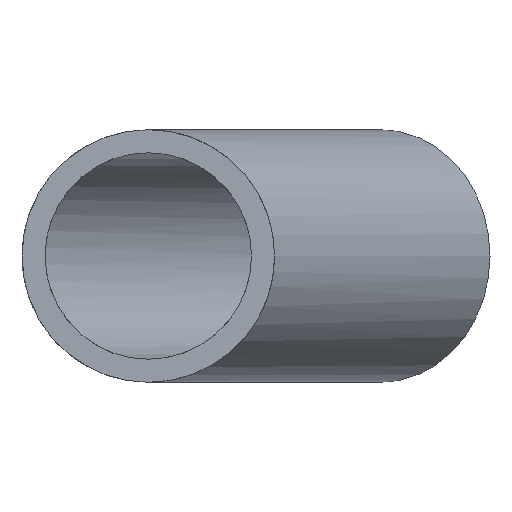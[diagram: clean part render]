
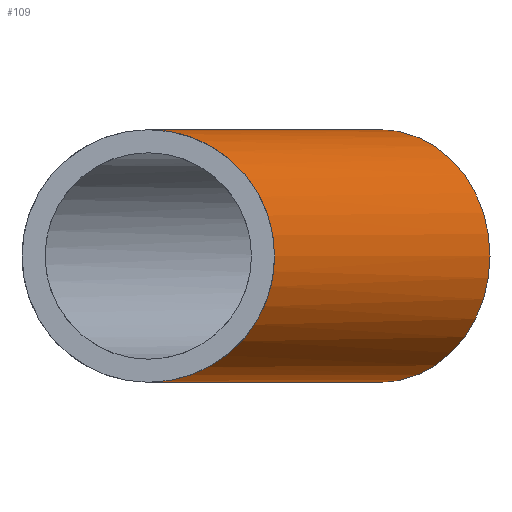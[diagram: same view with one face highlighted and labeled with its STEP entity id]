
A CAD part, front view. The second image highlights one B-rep face of the part: STEP entity #109.
In plain terms, the highlighted cylindrical face has radius 62.5 mm (diameter 125 mm), a full revolution.
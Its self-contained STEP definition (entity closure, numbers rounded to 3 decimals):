
#21=FACE_OUTER_BOUND('',#27,.T.);
#27=EDGE_LOOP('',(#87,#88,#89,#90,#91,#92));
#35=CIRCLE('',#141,62.5);
#39=LINE('',#206,#43);
#43=VECTOR('',#171,62.5);
#48=ELLIPSE('',#142,64.705,62.5);
#49=ELLIPSE('',#143,64.705,62.5);
#50=ELLIPSE('',#144,64.705,62.5);
#56=VERTEX_POINT('',#203);
#57=VERTEX_POINT('',#205);
#58=VERTEX_POINT('',#207);
#59=VERTEX_POINT('',#209);
#68=EDGE_CURVE('',#56,#56,#35,.T.);
#69=EDGE_CURVE('',#56,#57,#39,.T.);
#70=EDGE_CURVE('',#58,#57,#48,.T.);
#71=EDGE_CURVE('',#59,#58,#49,.T.);
#72=EDGE_CURVE('',#57,#59,#50,.T.);
#87=ORIENTED_EDGE('',*,*,#68,.F.);
#88=ORIENTED_EDGE('',*,*,#69,.T.);
#89=ORIENTED_EDGE('',*,*,#70,.F.);
#90=ORIENTED_EDGE('',*,*,#71,.F.);
#91=ORIENTED_EDGE('',*,*,#72,.F.);
#92=ORIENTED_EDGE('',*,*,#69,.F.);
#105=CYLINDRICAL_SURFACE('',#140,62.5);
#109=ADVANCED_FACE('',(#21),#105,.T.);
#140=AXIS2_PLACEMENT_3D('',#202,#167,#168);
#141=AXIS2_PLACEMENT_3D('',#204,#169,#170);
#142=AXIS2_PLACEMENT_3D('',#208,#172,#173);
#143=AXIS2_PLACEMENT_3D('',#210,#174,#175);
#144=AXIS2_PLACEMENT_3D('',#211,#176,#177);
#167=DIRECTION('center_axis',(0.5,0.866,0.));
#168=DIRECTION('ref_axis',(-0.866,0.5,0.));
#169=DIRECTION('center_axis',(0.5,0.866,0.));
#170=DIRECTION('ref_axis',(-0.866,0.5,0.));
#171=DIRECTION('',(-0.5,-0.866,0.));
#172=DIRECTION('center_axis',(-0.259,-0.966,0.));
#173=DIRECTION('ref_axis',(-0.966,0.259,0.));
#174=DIRECTION('center_axis',(-0.259,-0.966,0.));
#175=DIRECTION('ref_axis',(-0.966,0.259,0.));
#176=DIRECTION('center_axis',(-0.259,-0.966,0.));
#177=DIRECTION('ref_axis',(-0.966,0.259,0.));
#202=CARTESIAN_POINT('Origin',(0.,230.,0.));
#203=CARTESIAN_POINT('',(169.127,397.936,0.));
#204=CARTESIAN_POINT('Origin',(115.,429.186,0.));
#205=CARTESIAN_POINT('',(62.5,213.253,0.));
#206=CARTESIAN_POINT('',(54.127,198.75,0.));
#207=CARTESIAN_POINT('',(0.,230.,-62.5));
#208=CARTESIAN_POINT('Origin',(0.,230.,0.));
#209=CARTESIAN_POINT('',(0.,230.,62.5));
#210=CARTESIAN_POINT('Origin',(0.,230.,0.));
#211=CARTESIAN_POINT('Origin',(0.,230.,0.));
